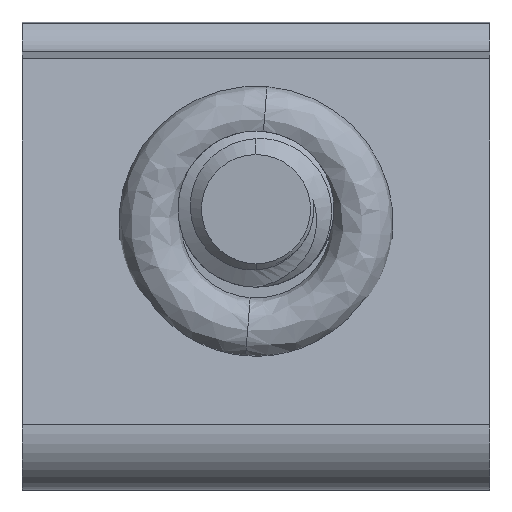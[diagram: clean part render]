
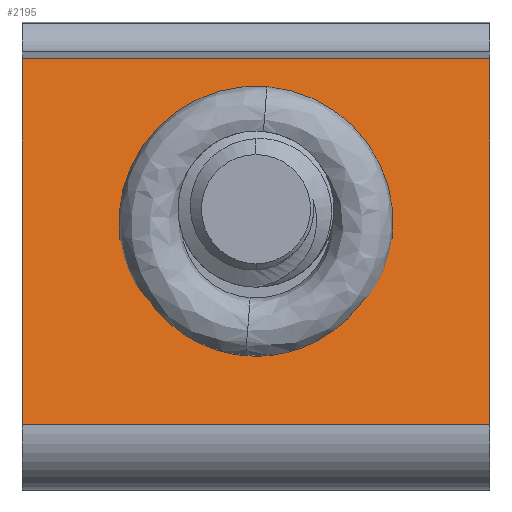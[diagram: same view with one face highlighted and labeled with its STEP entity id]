
A CAD part, front view. The second image highlights one B-rep face of the part: STEP entity #2195.
In plain terms, the highlighted planar face has unit normal (0, -0.987, 0.162).
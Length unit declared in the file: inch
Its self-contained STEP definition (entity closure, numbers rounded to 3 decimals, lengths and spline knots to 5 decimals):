
#151 = VECTOR ( 'NONE', #2283, 39.37008 ) ;
#268 = CARTESIAN_POINT ( 'NONE',  ( 0., -0.71959, -0.53567 ) ) ;
#292 = CARTESIAN_POINT ( 'NONE',  ( -0.375, -0.64141, -0.05895 ) ) ;
#717 = LINE ( 'NONE', #292, #4406 ) ;
#719 = CARTESIAN_POINT ( 'NONE',  ( -0.32553, -0.68023, -0.29567 ) ) ;
#882 = ORIENTED_EDGE ( 'NONE', *, *, #5156, .T. ) ;
#1027 = DIRECTION ( 'NONE',  ( 0., -0.162, -0.987 ) ) ;
#1183 = VERTEX_POINT ( 'NONE', #1241 ) ;
#1238 = CARTESIAN_POINT ( 'NONE',  ( 0.32553, -0.68023, -0.29567 ) ) ;
#1241 = CARTESIAN_POINT ( 'NONE',  ( 0.12272, -0.65619, -0.14904 ) ) ;
#1310 = EDGE_LOOP ( 'NONE', ( #882, #1568 ) ) ;
#1491 = AXIS2_PLACEMENT_3D ( 'NONE', #1514, #3645, #1027 ) ;
#1514 = CARTESIAN_POINT ( 'NONE',  ( -0.375, -0.6536, -0.13326 ) ) ;
#1568 = ORIENTED_EDGE ( 'NONE', *, *, #5554, .T. ) ;
#1573 = LINE ( 'NONE', #2485, #3317 ) ;
#1853 = FACE_BOUND ( 'NONE', #1310, .T. ) ;
#1884 = PLANE ( 'NONE',  #1491 ) ;
#1934 = CARTESIAN_POINT ( 'NONE',  ( -0.375, -0.64141, -0.05895 ) ) ;
#1989 = EDGE_LOOP ( 'NONE', ( #3983, #5099, #4952, #3736 ) ) ;
#1994 = CARTESIAN_POINT ( 'NONE',  ( 0.375, -0.64141, -0.05895 ) ) ;
#2012 = CARTESIAN_POINT ( 'NONE',  ( -0.375, -0.65619, -0.14904 ) ) ;
#2029 = DIRECTION ( 'NONE',  ( -1., 0., 0. ) ) ;
#2125 = EDGE_CURVE ( 'NONE', #3389, #4127, #3918, .T. ) ;
#2195 = ADVANCED_FACE ( 'NONE', ( #1853, #5456 ), #1884, .T. ) ;
#2283 = DIRECTION ( 'NONE',  ( 0., -0.162, -0.987 ) ) ;
#2322 = VECTOR ( 'NONE', #5143, 39.37008 ) ;
#2368 = VERTEX_POINT ( 'NONE', #3740 ) ;
#2381 = EDGE_CURVE ( 'NONE', #3364, #4127, #1573, .T. ) ;
#2458 = CARTESIAN_POINT ( 'NONE',  ( -0.12272, -0.65619, -0.14904 ) ) ;
#2468 =( BOUNDED_CURVE ( )  B_SPLINE_CURVE ( 3, ( #5105, #1238, #4623, #268, #3854, #719, #2458 ),
 .UNSPECIFIED., .F., .F. ) 
 B_SPLINE_CURVE_WITH_KNOTS ( ( 4, 3, 4 ),
 ( 0.62089, 3.14159, 5.66229 ),
 .UNSPECIFIED. ) 
 CURVE ( )  GEOMETRIC_REPRESENTATION_ITEM ( )  RATIONAL_B_SPLINE_CURVE ( ( 1., 0.537, 0.537, 1., 0.537, 0.537, 1. ) ) 
 REPRESENTATION_ITEM ( '' )  );
#2485 = CARTESIAN_POINT ( 'NONE',  ( -0.375, -0.73759, -0.64544 ) ) ;
#3317 = VECTOR ( 'NONE', #5014, 39.37008 ) ;
#3364 = VERTEX_POINT ( 'NONE', #4581 ) ;
#3389 = VERTEX_POINT ( 'NONE', #1994 ) ;
#3601 = DIRECTION ( 'NONE',  ( 0., -0.162, -0.987 ) ) ;
#3645 = DIRECTION ( 'NONE',  ( 0., -0.987, 0.162 ) ) ;
#3736 = ORIENTED_EDGE ( 'NONE', *, *, #4107, .T. ) ;
#3740 = CARTESIAN_POINT ( 'NONE',  ( -0.375, -0.64141, -0.05895 ) ) ;
#3854 = CARTESIAN_POINT ( 'NONE',  ( -0.24936, -0.71959, -0.53567 ) ) ;
#3918 = LINE ( 'NONE', #4024, #4396 ) ;
#3983 = ORIENTED_EDGE ( 'NONE', *, *, #5390, .T. ) ;
#4024 = CARTESIAN_POINT ( 'NONE',  ( 0.375, -0.64141, -0.05895 ) ) ;
#4107 = EDGE_CURVE ( 'NONE', #3389, #2368, #717, .T. ) ;
#4127 = VERTEX_POINT ( 'NONE', #4784 ) ;
#4156 = VERTEX_POINT ( 'NONE', #4865 ) ;
#4396 = VECTOR ( 'NONE', #3601, 39.37008 ) ;
#4406 = VECTOR ( 'NONE', #2029, 39.37008 ) ;
#4533 = LINE ( 'NONE', #1934, #151 ) ;
#4581 = CARTESIAN_POINT ( 'NONE',  ( -0.375, -0.73759, -0.64544 ) ) ;
#4623 = CARTESIAN_POINT ( 'NONE',  ( 0.24936, -0.71959, -0.53567 ) ) ;
#4784 = CARTESIAN_POINT ( 'NONE',  ( 0.375, -0.73759, -0.64544 ) ) ;
#4865 = CARTESIAN_POINT ( 'NONE',  ( -0.12272, -0.65619, -0.14904 ) ) ;
#4952 = ORIENTED_EDGE ( 'NONE', *, *, #2125, .F. ) ;
#5014 = DIRECTION ( 'NONE',  ( 1., 0., 0. ) ) ;
#5099 = ORIENTED_EDGE ( 'NONE', *, *, #2381, .T. ) ;
#5105 = CARTESIAN_POINT ( 'NONE',  ( 0.12272, -0.65619, -0.14904 ) ) ;
#5143 = DIRECTION ( 'NONE',  ( 1., 0., 0. ) ) ;
#5156 = EDGE_CURVE ( 'NONE', #4156, #1183, #5521, .T. ) ;
#5390 = EDGE_CURVE ( 'NONE', #2368, #3364, #4533, .T. ) ;
#5456 = FACE_OUTER_BOUND ( 'NONE', #1989, .T. ) ;
#5521 = LINE ( 'NONE', #2012, #2322 ) ;
#5554 = EDGE_CURVE ( 'NONE', #1183, #4156, #2468, .T. ) ;
